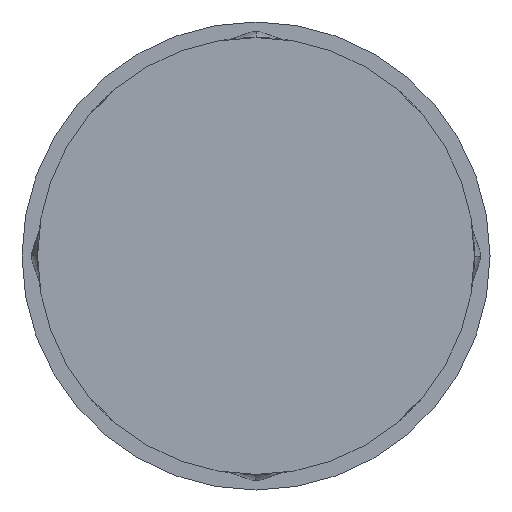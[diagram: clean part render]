
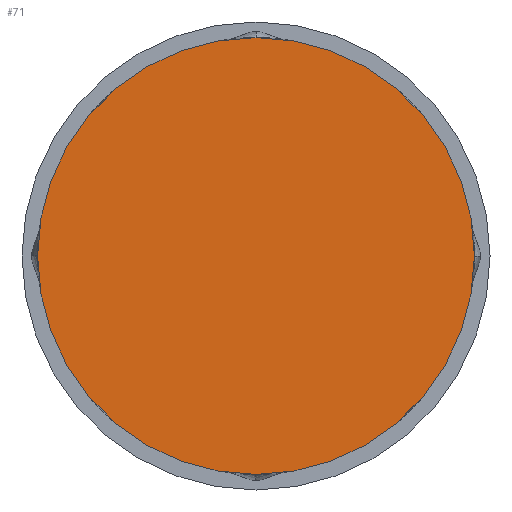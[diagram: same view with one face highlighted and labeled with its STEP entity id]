
A CAD part, front view. The second image highlights one B-rep face of the part: STEP entity #71.
In plain terms, the highlighted planar face has unit normal (0, -1, 0).
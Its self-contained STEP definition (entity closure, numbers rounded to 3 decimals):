
#19 = DIRECTION ( 'NONE',  ( 0., 0., 1. ) ) ;
#71 = ADVANCED_FACE ( 'NONE', ( #778 ), #1267, .F. ) ;
#91 = CIRCLE ( 'NONE', #525, 2.8 ) ;
#525 = AXIS2_PLACEMENT_3D ( 'NONE', #2395, #1614, #19 ) ;
#554 = CARTESIAN_POINT ( 'NONE',  ( 0., -12.5, -2.8 ) ) ;
#634 = DIRECTION ( 'NONE',  ( 0., 0., 1. ) ) ;
#778 = FACE_OUTER_BOUND ( 'NONE', #2533, .T. ) ;
#962 = DIRECTION ( 'NONE',  ( 0., 1., 0. ) ) ;
#1136 = EDGE_CURVE ( 'NONE', #1147, #3157, #2760, .T. ) ;
#1147 = VERTEX_POINT ( 'NONE', #554 ) ;
#1267 = PLANE ( 'NONE',  #1395 ) ;
#1395 = AXIS2_PLACEMENT_3D ( 'NONE', #2025, #4918, #2503 ) ;
#1614 = DIRECTION ( 'NONE',  ( 0., 1., 0. ) ) ;
#1687 = EDGE_CURVE ( 'NONE', #3157, #1147, #91, .T. ) ;
#1793 = ORIENTED_EDGE ( 'NONE', *, *, #1136, .F. ) ;
#1922 = AXIS2_PLACEMENT_3D ( 'NONE', #5075, #962, #634 ) ;
#2025 = CARTESIAN_POINT ( 'NONE',  ( 2.8, -12.5, 0. ) ) ;
#2395 = CARTESIAN_POINT ( 'NONE',  ( 0., -12.5, 0. ) ) ;
#2503 = DIRECTION ( 'NONE',  ( 0., 0., 1. ) ) ;
#2533 = EDGE_LOOP ( 'NONE', ( #3990, #1793 ) ) ;
#2760 = CIRCLE ( 'NONE', #1922, 2.8 ) ;
#3157 = VERTEX_POINT ( 'NONE', #5210 ) ;
#3990 = ORIENTED_EDGE ( 'NONE', *, *, #1687, .F. ) ;
#4918 = DIRECTION ( 'NONE',  ( 0., 1., 0. ) ) ;
#5075 = CARTESIAN_POINT ( 'NONE',  ( 0., -12.5, 0. ) ) ;
#5210 = CARTESIAN_POINT ( 'NONE',  ( 0., -12.5, 2.8 ) ) ;
